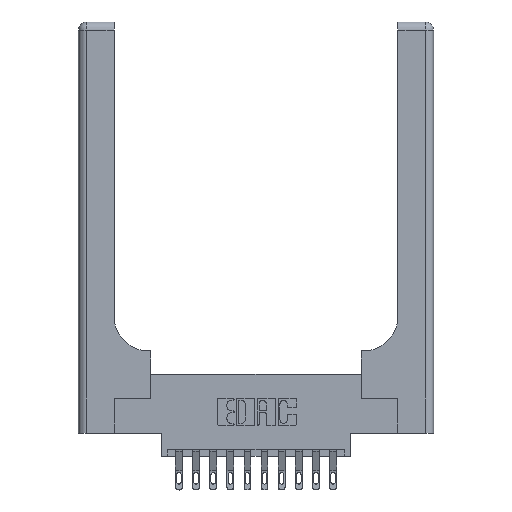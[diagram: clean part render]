
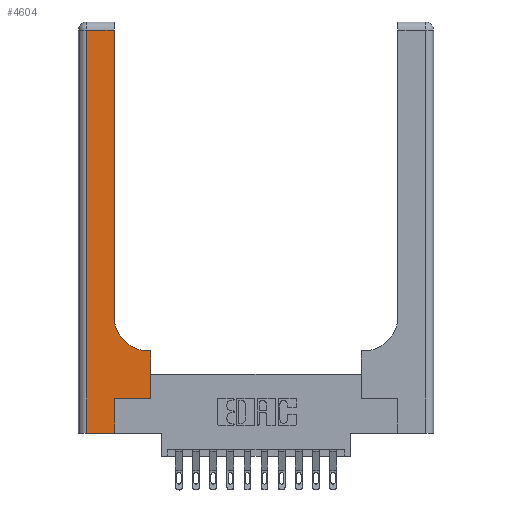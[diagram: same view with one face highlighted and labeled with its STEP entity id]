
A CAD part, top view. The second image highlights one B-rep face of the part: STEP entity #4604.
In plain terms, the highlighted planar face has unit normal (0, 0, 1).
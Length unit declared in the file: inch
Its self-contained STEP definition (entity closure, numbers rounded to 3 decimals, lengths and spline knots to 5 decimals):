
#8 = CARTESIAN_POINT ( 'NONE',  ( 0.528, 0.6, 0.37 ) ) ;
#534 = CARTESIAN_POINT ( 'NONE',  ( 0.06, 2.94, 0.37 ) ) ;
#1068 = VERTEX_POINT ( 'NONE', #8 ) ;
#1126 = LINE ( 'NONE', #8275, #7422 ) ;
#1587 = CARTESIAN_POINT ( 'NONE',  ( 0., 0., 0.37 ) ) ;
#1650 = EDGE_CURVE ( 'NONE', #14566, #9029, #15261, .T. ) ;
#1783 = VECTOR ( 'NONE', #12948, 39.37008 ) ;
#1866 = DIRECTION ( 'NONE',  ( 1., 0., 0. ) ) ;
#1953 = VERTEX_POINT ( 'NONE', #5809 ) ;
#2923 = EDGE_CURVE ( 'NONE', #3835, #14566, #1126, .T. ) ;
#3244 = VERTEX_POINT ( 'NONE', #15316 ) ;
#3835 = VERTEX_POINT ( 'NONE', #12850 ) ;
#3893 = ORIENTED_EDGE ( 'NONE', *, *, #2923, .T. ) ;
#4208 = CARTESIAN_POINT ( 'NONE',  ( 0., 3., 0.37 ) ) ;
#4604 = ADVANCED_FACE ( 'NONE', ( #8357 ), #11825, .F. ) ;
#5077 = LINE ( 'NONE', #11542, #11024 ) ;
#5108 = EDGE_CURVE ( 'NONE', #11657, #1953, #11341, .T. ) ;
#5168 = CIRCLE ( 'NONE', #8006, 0.25 ) ;
#5392 = VECTOR ( 'NONE', #15254, 39.37008 ) ;
#5473 = DIRECTION ( 'NONE',  ( 0., 0., -1. ) ) ;
#5531 = CARTESIAN_POINT ( 'NONE',  ( 0.528, 0.25, 0.37 ) ) ;
#5809 = CARTESIAN_POINT ( 'NONE',  ( 0.265, 0.25, 0.37 ) ) ;
#6267 = ORIENTED_EDGE ( 'NONE', *, *, #5108, .T. ) ;
#6305 = VECTOR ( 'NONE', #10556, 39.37008 ) ;
#6329 = CARTESIAN_POINT ( 'NONE',  ( 0.265, 0., 0.37 ) ) ;
#6471 = DIRECTION ( 'NONE',  ( -1., 0., 0. ) ) ;
#6582 = CARTESIAN_POINT ( 'NONE',  ( 0.06, 3., 0.37 ) ) ;
#6867 = AXIS2_PLACEMENT_3D ( 'NONE', #4208, #5473, #14384 ) ;
#7005 = ORIENTED_EDGE ( 'NONE', *, *, #14518, .T. ) ;
#7080 = LINE ( 'NONE', #11862, #6305 ) ;
#7095 = EDGE_CURVE ( 'NONE', #9405, #1068, #7080, .T. ) ;
#7134 = DIRECTION ( 'NONE',  ( 0., 0., -1. ) ) ;
#7422 = VECTOR ( 'NONE', #15944, 39.37008 ) ;
#7859 = CARTESIAN_POINT ( 'NONE',  ( 0.265, 0., 0.37 ) ) ;
#8006 = AXIS2_PLACEMENT_3D ( 'NONE', #14799, #7134, #16094 ) ;
#8275 = CARTESIAN_POINT ( 'NONE',  ( 0., 2.94, 0.37 ) ) ;
#8357 = FACE_OUTER_BOUND ( 'NONE', #8686, .T. ) ;
#8667 = CARTESIAN_POINT ( 'NONE',  ( 0.26, 3., 0.37 ) ) ;
#8686 = EDGE_LOOP ( 'NONE', ( #12059, #3893, #15142, #12431, #6267, #7005, #16150, #15569, #15414 ) ) ;
#9029 = VERTEX_POINT ( 'NONE', #16304 ) ;
#9064 = LINE ( 'NONE', #8667, #11691 ) ;
#9405 = VERTEX_POINT ( 'NONE', #5531 ) ;
#10546 = CARTESIAN_POINT ( 'NONE',  ( 0.265, 0.25, 0.37 ) ) ;
#10556 = DIRECTION ( 'NONE',  ( 0., 1., 0. ) ) ;
#10797 = CARTESIAN_POINT ( 'NONE',  ( 0.51, 0.6, 0.37 ) ) ;
#11024 = VECTOR ( 'NONE', #6471, 39.37008 ) ;
#11039 = VECTOR ( 'NONE', #11857, 39.37008 ) ;
#11270 = EDGE_CURVE ( 'NONE', #12347, #3244, #5168, .T. ) ;
#11341 = LINE ( 'NONE', #6329, #5392 ) ;
#11542 = CARTESIAN_POINT ( 'NONE',  ( 0.26, 0.6, 0.37 ) ) ;
#11657 = VERTEX_POINT ( 'NONE', #7859 ) ;
#11691 = VECTOR ( 'NONE', #15051, 39.37008 ) ;
#11825 = PLANE ( 'NONE',  #6867 ) ;
#11857 = DIRECTION ( 'NONE',  ( 1., 0., 0. ) ) ;
#11862 = CARTESIAN_POINT ( 'NONE',  ( 0.528, 0.25, 0.37 ) ) ;
#11918 = VECTOR ( 'NONE', #1866, 39.37008 ) ;
#12059 = ORIENTED_EDGE ( 'NONE', *, *, #13753, .T. ) ;
#12260 = EDGE_CURVE ( 'NONE', #9029, #11657, #15300, .T. ) ;
#12347 = VERTEX_POINT ( 'NONE', #10797 ) ;
#12431 = ORIENTED_EDGE ( 'NONE', *, *, #12260, .T. ) ;
#12850 = CARTESIAN_POINT ( 'NONE',  ( 0.26, 2.94, 0.37 ) ) ;
#12948 = DIRECTION ( 'NONE',  ( 0., -1., 0. ) ) ;
#13753 = EDGE_CURVE ( 'NONE', #3244, #3835, #9064, .T. ) ;
#14384 = DIRECTION ( 'NONE',  ( -1., 0., 0. ) ) ;
#14463 = LINE ( 'NONE', #10546, #11039 ) ;
#14518 = EDGE_CURVE ( 'NONE', #1953, #9405, #14463, .T. ) ;
#14566 = VERTEX_POINT ( 'NONE', #534 ) ;
#14799 = CARTESIAN_POINT ( 'NONE',  ( 0.51, 0.85, 0.37 ) ) ;
#15011 = EDGE_CURVE ( 'NONE', #1068, #12347, #5077, .T. ) ;
#15051 = DIRECTION ( 'NONE',  ( 0., 1., 0. ) ) ;
#15142 = ORIENTED_EDGE ( 'NONE', *, *, #1650, .T. ) ;
#15254 = DIRECTION ( 'NONE',  ( 0., 1., 0. ) ) ;
#15261 = LINE ( 'NONE', #6582, #1783 ) ;
#15300 = LINE ( 'NONE', #1587, #11918 ) ;
#15316 = CARTESIAN_POINT ( 'NONE',  ( 0.26, 0.85, 0.37 ) ) ;
#15414 = ORIENTED_EDGE ( 'NONE', *, *, #11270, .T. ) ;
#15569 = ORIENTED_EDGE ( 'NONE', *, *, #15011, .T. ) ;
#15944 = DIRECTION ( 'NONE',  ( -1., 0., 0. ) ) ;
#16094 = DIRECTION ( 'NONE',  ( 1., 0., 0. ) ) ;
#16150 = ORIENTED_EDGE ( 'NONE', *, *, #7095, .T. ) ;
#16304 = CARTESIAN_POINT ( 'NONE',  ( 0.06, 0., 0.37 ) ) ;
